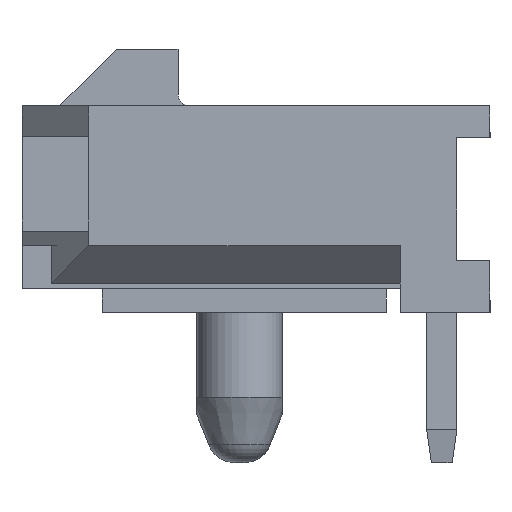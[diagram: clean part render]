
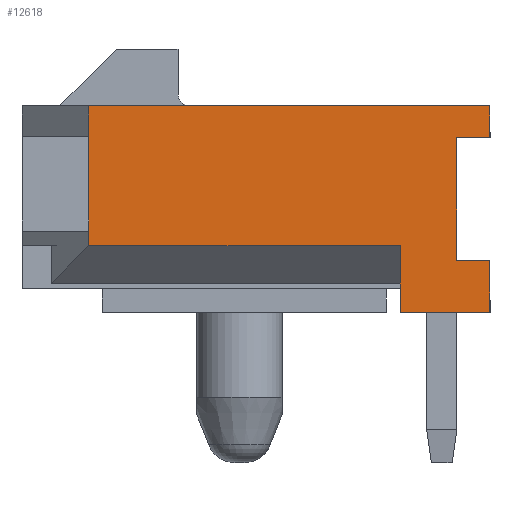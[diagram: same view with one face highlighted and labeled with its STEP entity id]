
A CAD part, left-side view. The second image highlights one B-rep face of the part: STEP entity #12618.
In plain terms, the highlighted face is planar.
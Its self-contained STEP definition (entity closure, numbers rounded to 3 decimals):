
#1093=ORIENTED_EDGE('',*,*,#3309,.T.);
#1094=ORIENTED_EDGE('',*,*,#3306,.T.);
#1095=ORIENTED_EDGE('',*,*,#3303,.T.);
#1096=ORIENTED_EDGE('',*,*,#3473,.F.);
#1097=ORIENTED_EDGE('',*,*,#3476,.F.);
#1098=ORIENTED_EDGE('',*,*,#3425,.F.);
#1099=ORIENTED_EDGE('',*,*,#3437,.T.);
#1100=ORIENTED_EDGE('',*,*,#3430,.F.);
#1101=ORIENTED_EDGE('',*,*,#3374,.F.);
#1102=ORIENTED_EDGE('',*,*,#3441,.T.);
#1103=ORIENTED_EDGE('',*,*,#3451,.F.);
#1104=ORIENTED_EDGE('',*,*,#3475,.F.);
#3303=EDGE_CURVE('',#4495,#4494,#5403,.T.);
#3306=EDGE_CURVE('',#4497,#4495,#5406,.T.);
#3309=EDGE_CURVE('',#4499,#4497,#5409,.T.);
#3374=EDGE_CURVE('',#4545,#4546,#5474,.T.);
#3425=EDGE_CURVE('',#4563,#4580,#5523,.T.);
#3430=EDGE_CURVE('',#4546,#4559,#5528,.T.);
#3437=EDGE_CURVE('',#4563,#4559,#5535,.T.);
#3441=EDGE_CURVE('',#4545,#4587,#5539,.T.);
#3451=EDGE_CURVE('',#4594,#4587,#5549,.T.);
#3473=EDGE_CURVE('',#4603,#4494,#5571,.T.);
#3475=EDGE_CURVE('',#4499,#4594,#5573,.T.);
#3476=EDGE_CURVE('',#4580,#4603,#5574,.T.);
#4494=VERTEX_POINT('',#17056);
#4495=VERTEX_POINT('',#17058);
#4497=VERTEX_POINT('',#17064);
#4499=VERTEX_POINT('',#17070);
#4545=VERTEX_POINT('',#17197);
#4546=VERTEX_POINT('',#17199);
#4559=VERTEX_POINT('',#17237);
#4563=VERTEX_POINT('',#17245);
#4580=VERTEX_POINT('',#17298);
#4587=VERTEX_POINT('',#17326);
#4594=VERTEX_POINT('',#17346);
#4603=VERTEX_POINT('',#17385);
#5403=LINE('',#17057,#6671);
#5406=LINE('',#17063,#6674);
#5409=LINE('',#17069,#6677);
#5474=LINE('',#17198,#6742);
#5523=LINE('',#17297,#6791);
#5528=LINE('',#17307,#6796);
#5535=LINE('',#17319,#6803);
#5539=LINE('',#17327,#6807);
#5549=LINE('',#17347,#6817);
#5571=LINE('',#17384,#6839);
#5573=LINE('',#17388,#6841);
#5574=LINE('',#17390,#6842);
#6671=VECTOR('',#14413,1000.);
#6674=VECTOR('',#14418,1000.);
#6677=VECTOR('',#14423,1000.);
#6742=VECTOR('',#14522,1000.);
#6791=VECTOR('',#14603,1000.);
#6796=VECTOR('',#14612,1000.);
#6803=VECTOR('',#14625,1000.);
#6807=VECTOR('',#14631,1000.);
#6817=VECTOR('',#14647,1000.);
#6839=VECTOR('',#14683,1000.);
#6841=VECTOR('',#14687,1000.);
#6842=VECTOR('',#14690,1000.);
#7596=EDGE_LOOP('',(#1093,#1094,#1095,#1096,#1097,#1098,#1099,#1100,#1101,
#1102,#1103,#1104));
#8118=FACE_BOUND('',#7596,.T.);
#8635=PLANE('',#13160);
#12618=ADVANCED_FACE('',(#8118),#8635,.F.);
#13160=AXIS2_PLACEMENT_3D('',#17389,#14688,#14689);
#14413=DIRECTION('',(0.,1.,0.));
#14418=DIRECTION('',(0.,0.,1.));
#14423=DIRECTION('',(0.,-1.,0.));
#14522=DIRECTION('',(0.,-1.,0.));
#14603=DIRECTION('',(0.,0.,1.));
#14612=DIRECTION('',(0.,0.,1.));
#14625=DIRECTION('',(0.,0.,-1.));
#14631=DIRECTION('',(0.,0.,-1.));
#14647=DIRECTION('',(0.,-1.,0.));
#14683=DIRECTION('',(0.,0.,-1.));
#14687=DIRECTION('',(0.,0.,-1.));
#14688=DIRECTION('',(-1.,0.,0.));
#14689=DIRECTION('',(0.,0.,1.));
#14690=DIRECTION('',(0.,1.,0.));
#17056=CARTESIAN_POINT('',(16.825,4.95,1.515));
#17057=CARTESIAN_POINT('',(16.825,4.25,1.515));
#17058=CARTESIAN_POINT('',(16.825,4.25,1.515));
#17063=CARTESIAN_POINT('',(16.825,4.25,-1.085));
#17064=CARTESIAN_POINT('',(16.825,4.25,-1.085));
#17069=CARTESIAN_POINT('',(16.825,4.95,-1.085));
#17070=CARTESIAN_POINT('',(16.825,4.95,-1.085));
#17197=CARTESIAN_POINT('',(16.825,3.05,-0.771));
#17198=CARTESIAN_POINT('',(16.825,3.05,-0.771));
#17199=CARTESIAN_POINT('',(16.825,-3.536,-0.771));
#17237=CARTESIAN_POINT('',(16.825,-3.536,-0.465));
#17245=CARTESIAN_POINT('',(16.825,-3.536,1.535));
#17297=CARTESIAN_POINT('',(16.825,-3.536,0.));
#17298=CARTESIAN_POINT('',(16.825,-3.536,2.185));
#17307=CARTESIAN_POINT('',(16.825,-3.536,0.));
#17319=CARTESIAN_POINT('',(16.825,-3.536,1.535));
#17326=CARTESIAN_POINT('',(16.825,3.05,-2.185));
#17327=CARTESIAN_POINT('',(16.825,3.05,-2.185));
#17346=CARTESIAN_POINT('',(16.825,4.95,-2.185));
#17347=CARTESIAN_POINT('',(16.825,4.95,-2.185));
#17384=CARTESIAN_POINT('',(16.825,4.95,2.185));
#17385=CARTESIAN_POINT('',(16.825,4.95,2.185));
#17388=CARTESIAN_POINT('',(16.825,4.95,2.185));
#17389=CARTESIAN_POINT('',(16.825,0.,0.));
#17390=CARTESIAN_POINT('',(16.825,-4.95,2.185));
